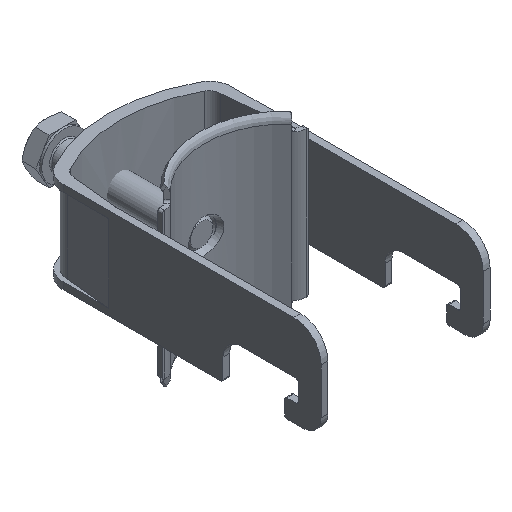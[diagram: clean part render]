
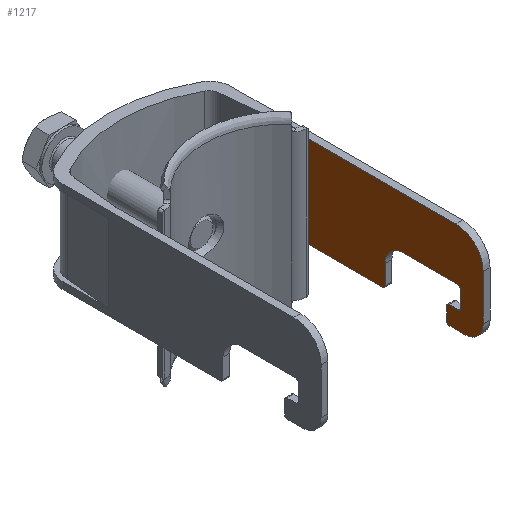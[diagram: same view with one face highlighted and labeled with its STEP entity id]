
A CAD part, isometric view. The second image highlights one B-rep face of the part: STEP entity #1217.
In plain terms, the highlighted planar face has unit normal (-1, 0, 0).
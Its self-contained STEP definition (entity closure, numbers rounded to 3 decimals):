
#44 = CARTESIAN_POINT ( 'NONE',  ( 17., 18.544, -8.5 ) ) ;
#45 = DIRECTION ( 'NONE',  ( 0., 0., 1. ) ) ;
#46 = CARTESIAN_POINT ( 'NONE',  ( 17., 61., 6. ) ) ;
#47 = DIRECTION ( 'NONE',  ( -1., 0., 0. ) ) ;
#48 = DIRECTION ( 'NONE',  ( 0., -1., 0. ) ) ;
#49 = CARTESIAN_POINT ( 'NONE',  ( 17., 43.5, 10. ) ) ;
#50 = DIRECTION ( 'NONE',  ( 0., 0., 1. ) ) ;
#51 = CARTESIAN_POINT ( 'NONE',  ( 17., 59., -4. ) ) ;
#52 = DIRECTION ( 'NONE',  ( 1., 0., 0. ) ) ;
#53 = DIRECTION ( 'NONE',  ( 0., -1., 0. ) ) ;
#54 = CARTESIAN_POINT ( 'NONE',  ( 17., 65., 1.25 ) ) ;
#55 = DIRECTION ( 'NONE',  ( 0., -1., 0. ) ) ;
#56 = CARTESIAN_POINT ( 'NONE',  ( 17., 43., 9.5 ) ) ;
#57 = DIRECTION ( 'NONE',  ( 1., 0., 0. ) ) ;
#58 = DIRECTION ( 'NONE',  ( 0., -1., 0. ) ) ;
#59 = CARTESIAN_POINT ( 'NONE',  ( 17., 60., 10. ) ) ;
#60 = DIRECTION ( 'NONE',  ( 0., 0., -1. ) ) ;
#61 = CARTESIAN_POINT ( 'NONE',  ( 17., 47.497, 5.247 ) ) ;
#62 = DIRECTION ( 'NONE',  ( 1., 0., 0. ) ) ;
#63 = DIRECTION ( 'NONE',  ( 0., -1., 0. ) ) ;
#64 = CARTESIAN_POINT ( 'NONE',  ( 17., 65., 6. ) ) ;
#65 = DIRECTION ( 'NONE',  ( 0., -1., 0. ) ) ;
#66 = CARTESIAN_POINT ( 'NONE',  ( 17., 59.4, 1.85 ) ) ;
#67 = DIRECTION ( 'NONE',  ( 1., 0., 0. ) ) ;
#68 = DIRECTION ( 'NONE',  ( 0., -1., 0. ) ) ;
#69 = CARTESIAN_POINT ( 'NONE',  ( 17., 57., 10. ) ) ;
#70 = DIRECTION ( 'NONE',  ( 0., 0., 1. ) ) ;
#71 = CARTESIAN_POINT ( 'NONE',  ( 17., 59.6, 5.6 ) ) ;
#72 = DIRECTION ( 'NONE',  ( 1., 0., 0. ) ) ;
#73 = DIRECTION ( 'NONE',  ( 0., -1., 0. ) ) ;
#74 = CARTESIAN_POINT ( 'NONE',  ( 17., 57.5, 6.5 ) ) ;
#75 = DIRECTION ( 'NONE',  ( 1., 0., 0. ) ) ;
#76 = DIRECTION ( 'NONE',  ( 0., -1., 0. ) ) ;
#78 = CARTESIAN_POINT ( 'NONE',  ( 17., 57.5, 9.5 ) ) ;
#79 = DIRECTION ( 'NONE',  ( 1., 0., 0. ) ) ;
#80 = DIRECTION ( 'NONE',  ( 0., -1., 0. ) ) ;
#454 = CARTESIAN_POINT ( 'NONE',  ( 17., 61., 10. ) ) ;
#578 = CARTESIAN_POINT ( 'NONE',  ( 17., 65., 10. ) ) ;
#585 = PLANE ( 'NONE',  #1734 ) ;
#587 = DIRECTION ( 'NONE',  ( -1., 0., 0. ) ) ;
#588 = DIRECTION ( 'NONE',  ( 0., -1., 0. ) ) ;
#937 = EDGE_CURVE ( 'NONE', #2608, #2713, #3620, .T. ) ;
#938 = EDGE_CURVE ( 'NONE', #2750, #2754, #3622, .T. ) ;
#958 = EDGE_CURVE ( 'NONE', #2682, #1111, #3585, .T. ) ;
#995 = EDGE_CURVE ( 'NONE', #2636, #2739, #3527, .T. ) ;
#1017 = EDGE_CURVE ( 'NONE', #1111, #2608, #3494, .T. ) ;
#1018 = EDGE_CURVE ( 'NONE', #2754, #2713, #3492, .T. ) ;
#1019 = EDGE_CURVE ( 'NONE', #2750, #2636, #3491, .T. ) ;
#1020 = EDGE_CURVE ( 'NONE', #2736, #2739, #3490, .T. ) ;
#1021 = EDGE_CURVE ( 'NONE', #2701, #2736, #3488, .T. ) ;
#1022 = EDGE_CURVE ( 'NONE', #2701, #2596, #3487, .T. ) ;
#1023 = EDGE_CURVE ( 'NONE', #2597, #2596, #3485, .T. ) ;
#1024 = EDGE_CURVE ( 'NONE', #2597, #2735, #3484, .T. ) ;
#1025 = EDGE_CURVE ( 'NONE', #2631, #2735, #3482, .T. ) ;
#1026 = EDGE_CURVE ( 'NONE', #2631, #2630, #3481, .T. ) ;
#1027 = EDGE_CURVE ( 'NONE', #2630, #2595, #3479, .T. ) ;
#1028 = EDGE_CURVE ( 'NONE', #2667, #2595, #3478, .T. ) ;
#1029 = EDGE_CURVE ( 'NONE', #2667, #2734, #3476, .T. ) ;
#1030 = EDGE_CURVE ( 'NONE', #2682, #2734, #3475, .T. ) ;
#1111 = VERTEX_POINT ( 'NONE', #454 ) ;
#1217 = ADVANCED_FACE ( 'NONE', ( #3327 ), #585, .T. ) ;
#1672 = AXIS2_PLACEMENT_3D ( 'NONE', #46, #47, #48 ) ;
#1673 = AXIS2_PLACEMENT_3D ( 'NONE', #51, #52, #53 ) ;
#1674 = AXIS2_PLACEMENT_3D ( 'NONE', #56, #57, #58 ) ;
#1675 = AXIS2_PLACEMENT_3D ( 'NONE', #61, #62, #63 ) ;
#1676 = AXIS2_PLACEMENT_3D ( 'NONE', #66, #67, #68 ) ;
#1677 = AXIS2_PLACEMENT_3D ( 'NONE', #71, #72, #73 ) ;
#1678 = AXIS2_PLACEMENT_3D ( 'NONE', #74, #75, #76 ) ;
#1679 = AXIS2_PLACEMENT_3D ( 'NONE', #78, #79, #80 ) ;
#1734 = AXIS2_PLACEMENT_3D ( 'NONE', #578, #587, #588 ) ;
#1828 = DIRECTION ( 'NONE',  ( 0., 1., 0. ) ) ;
#1829 = CARTESIAN_POINT ( 'NONE',  ( 17., 65., 10. ) ) ;
#1872 = DIRECTION ( 'NONE',  ( 0., 1., 0. ) ) ;
#1878 = DIRECTION ( 'NONE',  ( 0., 0., -1. ) ) ;
#1993 = DIRECTION ( 'NONE',  ( 0., 1., 0. ) ) ;
#1994 = CARTESIAN_POINT ( 'NONE',  ( 17., 65., 10. ) ) ;
#2049 = CARTESIAN_POINT ( 'NONE',  ( 17., 65., 10. ) ) ;
#2056 = CARTESIAN_POINT ( 'NONE',  ( 17., 65., -10. ) ) ;
#2595 = VERTEX_POINT ( 'NONE', #4141 ) ;
#2596 = VERTEX_POINT ( 'NONE', #4156 ) ;
#2597 = VERTEX_POINT ( 'NONE', #4143 ) ;
#2608 = VERTEX_POINT ( 'NONE', #4166 ) ;
#2630 = VERTEX_POINT ( 'NONE', #4184 ) ;
#2631 = VERTEX_POINT ( 'NONE', #4185 ) ;
#2636 = VERTEX_POINT ( 'NONE', #4190 ) ;
#2667 = VERTEX_POINT ( 'NONE', #4218 ) ;
#2682 = VERTEX_POINT ( 'NONE', #4233 ) ;
#2701 = VERTEX_POINT ( 'NONE', #4249 ) ;
#2713 = VERTEX_POINT ( 'NONE', #4261 ) ;
#2734 = VERTEX_POINT ( 'NONE', #4280 ) ;
#2735 = VERTEX_POINT ( 'NONE', #4268 ) ;
#2736 = VERTEX_POINT ( 'NONE', #4281 ) ;
#2739 = VERTEX_POINT ( 'NONE', #4284 ) ;
#2750 = VERTEX_POINT ( 'NONE', #4295 ) ;
#2754 = VERTEX_POINT ( 'NONE', #4299 ) ;
#3327 = FACE_OUTER_BOUND ( 'NONE', #3701, .T. ) ;
#3474 = VECTOR ( 'NONE', #70, 1000. ) ;
#3475 = CIRCLE ( 'NONE', #1679, 0.5 ) ;
#3476 = LINE ( 'NONE', #69, #3474 ) ;
#3477 = VECTOR ( 'NONE', #65, 1000. ) ;
#3478 = CIRCLE ( 'NONE', #1678, 0.5 ) ;
#3479 = LINE ( 'NONE', #64, #3477 ) ;
#3480 = VECTOR ( 'NONE', #60, 1000. ) ;
#3481 = CIRCLE ( 'NONE', #1677, 0.4 ) ;
#3482 = LINE ( 'NONE', #59, #3480 ) ;
#3483 = VECTOR ( 'NONE', #55, 1000. ) ;
#3484 = CIRCLE ( 'NONE', #1676, 0.6 ) ;
#3485 = LINE ( 'NONE', #54, #3483 ) ;
#3486 = VECTOR ( 'NONE', #50, 1000. ) ;
#3487 = CIRCLE ( 'NONE', #1675, 3.997 ) ;
#3488 = LINE ( 'NONE', #49, #3486 ) ;
#3489 = VECTOR ( 'NONE', #45, 1000. ) ;
#3490 = CIRCLE ( 'NONE', #1674, 0.5 ) ;
#3491 = LINE ( 'NONE', #44, #3489 ) ;
#3492 = CIRCLE ( 'NONE', #1673, 6. ) ;
#3494 = CIRCLE ( 'NONE', #1672, 4. ) ;
#3524 = VECTOR ( 'NONE', #1828, 1000. ) ;
#3527 = LINE ( 'NONE', #1829, #3524 ) ;
#3583 = VECTOR ( 'NONE', #1993, 1000. ) ;
#3585 = LINE ( 'NONE', #1994, #3583 ) ;
#3615 = VECTOR ( 'NONE', #1872, 1000. ) ;
#3617 = VECTOR ( 'NONE', #1878, 1000. ) ;
#3620 = LINE ( 'NONE', #2049, #3617 ) ;
#3622 = LINE ( 'NONE', #2056, #3615 ) ;
#3701 = EDGE_LOOP ( 'NONE', ( #3895, #3894, #3893, #3892, #3891, #3890, #3889, #3888, #3887, #3886, #3885, #3884, #3883, #3882, #3881, #3880, #3879, #3878 ) ) ;
#3878 = ORIENTED_EDGE ( 'NONE', *, *, #1030, .F. ) ;
#3879 = ORIENTED_EDGE ( 'NONE', *, *, #1029, .T. ) ;
#3880 = ORIENTED_EDGE ( 'NONE', *, *, #1028, .F. ) ;
#3881 = ORIENTED_EDGE ( 'NONE', *, *, #1027, .T. ) ;
#3882 = ORIENTED_EDGE ( 'NONE', *, *, #1026, .T. ) ;
#3883 = ORIENTED_EDGE ( 'NONE', *, *, #1025, .F. ) ;
#3884 = ORIENTED_EDGE ( 'NONE', *, *, #1024, .T. ) ;
#3885 = ORIENTED_EDGE ( 'NONE', *, *, #1023, .F. ) ;
#3886 = ORIENTED_EDGE ( 'NONE', *, *, #1022, .T. ) ;
#3887 = ORIENTED_EDGE ( 'NONE', *, *, #1021, .F. ) ;
#3888 = ORIENTED_EDGE ( 'NONE', *, *, #1020, .F. ) ;
#3889 = ORIENTED_EDGE ( 'NONE', *, *, #995, .T. ) ;
#3890 = ORIENTED_EDGE ( 'NONE', *, *, #1019, .T. ) ;
#3891 = ORIENTED_EDGE ( 'NONE', *, *, #938, .F. ) ;
#3892 = ORIENTED_EDGE ( 'NONE', *, *, #1018, .F. ) ;
#3893 = ORIENTED_EDGE ( 'NONE', *, *, #937, .T. ) ;
#3894 = ORIENTED_EDGE ( 'NONE', *, *, #1017, .T. ) ;
#3895 = ORIENTED_EDGE ( 'NONE', *, *, #958, .T. ) ;
#4141 = CARTESIAN_POINT ( 'NONE',  ( 17., 57.5, 6. ) ) ;
#4143 = CARTESIAN_POINT ( 'NONE',  ( 17., 59.4, 1.25 ) ) ;
#4156 = CARTESIAN_POINT ( 'NONE',  ( 17., 47.497, 1.25 ) ) ;
#4166 = CARTESIAN_POINT ( 'NONE',  ( 17., 65., 6. ) ) ;
#4184 = CARTESIAN_POINT ( 'NONE',  ( 17., 59.6, 6. ) ) ;
#4185 = CARTESIAN_POINT ( 'NONE',  ( 17., 60., 5.6 ) ) ;
#4190 = CARTESIAN_POINT ( 'NONE',  ( 17., 18.544, 10. ) ) ;
#4218 = CARTESIAN_POINT ( 'NONE',  ( 17., 57., 6.5 ) ) ;
#4233 = CARTESIAN_POINT ( 'NONE',  ( 17., 57.5, 10. ) ) ;
#4249 = CARTESIAN_POINT ( 'NONE',  ( 17., 43.5, 5.247 ) ) ;
#4261 = CARTESIAN_POINT ( 'NONE',  ( 17., 65., -4. ) ) ;
#4268 = CARTESIAN_POINT ( 'NONE',  ( 17., 60., 1.85 ) ) ;
#4280 = CARTESIAN_POINT ( 'NONE',  ( 17., 57., 9.5 ) ) ;
#4281 = CARTESIAN_POINT ( 'NONE',  ( 17., 43.5, 9.5 ) ) ;
#4284 = CARTESIAN_POINT ( 'NONE',  ( 17., 43., 10. ) ) ;
#4295 = CARTESIAN_POINT ( 'NONE',  ( 17., 18.544, -10. ) ) ;
#4299 = CARTESIAN_POINT ( 'NONE',  ( 17., 59., -10. ) ) ;
